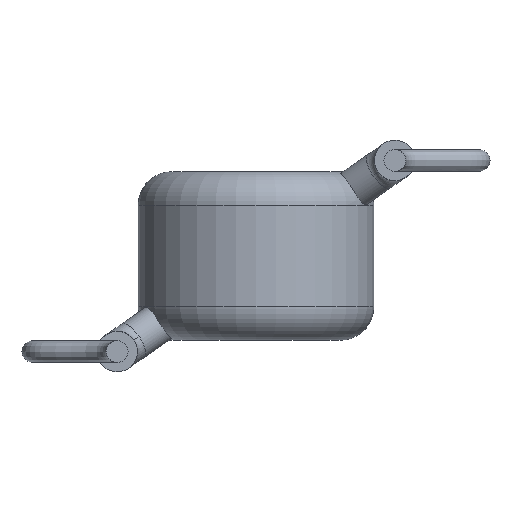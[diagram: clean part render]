
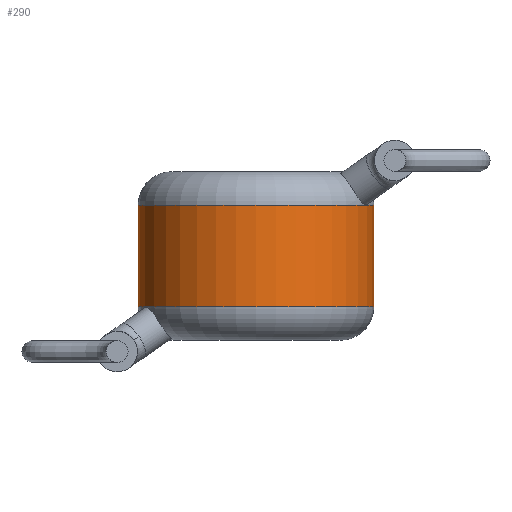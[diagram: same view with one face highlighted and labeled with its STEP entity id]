
A CAD part, front view. The second image highlights one B-rep face of the part: STEP entity #290.
In plain terms, the highlighted cylindrical face has radius 3.5 mm (diameter 7 mm), a partial arc.
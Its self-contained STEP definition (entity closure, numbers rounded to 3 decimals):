
#9 = ORIENTED_EDGE ( 'NONE', *, *, #3373, .F. ) ;
#35 = AXIS2_PLACEMENT_3D ( 'NONE', #3182, #1115, #2875 ) ;
#119 = VERTEX_POINT ( 'NONE', #207 ) ;
#207 = CARTESIAN_POINT ( 'NONE',  ( 3.5, 0., 4. ) ) ;
#290 = ADVANCED_FACE ( 'NONE', ( #4377 ), #4204, .T. ) ;
#338 = DIRECTION ( 'NONE',  ( 0., 0., 1. ) ) ;
#425 = ORIENTED_EDGE ( 'NONE', *, *, #1475, .T. ) ;
#430 = CARTESIAN_POINT ( 'NONE',  ( 3.5, 0., 5. ) ) ;
#457 = VECTOR ( 'NONE', #3135, 1000. ) ;
#604 = CARTESIAN_POINT ( 'NONE',  ( -3.5, 0., 5. ) ) ;
#1012 = CIRCLE ( 'NONE', #2135, 3.5 ) ;
#1019 = DIRECTION ( 'NONE',  ( 1., 0., 0. ) ) ;
#1059 = DIRECTION ( 'NONE',  ( 0., 0., -1. ) ) ;
#1115 = DIRECTION ( 'NONE',  ( 0., 0., -1. ) ) ;
#1426 = DIRECTION ( 'NONE',  ( -1., 0., 0. ) ) ;
#1475 = EDGE_CURVE ( 'NONE', #2143, #1715, #1012, .T. ) ;
#1715 = VERTEX_POINT ( 'NONE', #3092 ) ;
#1960 = DIRECTION ( 'NONE',  ( 0., 0., -1. ) ) ;
#2015 = CARTESIAN_POINT ( 'NONE',  ( -3.5, 0., 4. ) ) ;
#2135 = AXIS2_PLACEMENT_3D ( 'NONE', #2373, #338, #1019 ) ;
#2143 = VERTEX_POINT ( 'NONE', #2765 ) ;
#2149 = VERTEX_POINT ( 'NONE', #2015 ) ;
#2373 = CARTESIAN_POINT ( 'NONE',  ( 0., 0., 1. ) ) ;
#2521 = ORIENTED_EDGE ( 'NONE', *, *, #3124, .T. ) ;
#2765 = CARTESIAN_POINT ( 'NONE',  ( -3.5, 0., 1. ) ) ;
#2875 = DIRECTION ( 'NONE',  ( 1., 0., 0. ) ) ;
#2979 = AXIS2_PLACEMENT_3D ( 'NONE', #3482, #1059, #1426 ) ;
#3092 = CARTESIAN_POINT ( 'NONE',  ( 3.5, 0., 1. ) ) ;
#3124 = EDGE_CURVE ( 'NONE', #2149, #2143, #3970, .T. ) ;
#3135 = DIRECTION ( 'NONE',  ( 0., 0., -1. ) ) ;
#3142 = VECTOR ( 'NONE', #1960, 1000. ) ;
#3182 = CARTESIAN_POINT ( 'NONE',  ( 0., 0., 4. ) ) ;
#3373 = EDGE_CURVE ( 'NONE', #119, #1715, #3870, .T. ) ;
#3482 = CARTESIAN_POINT ( 'NONE',  ( 0., 0., 5. ) ) ;
#3521 = ORIENTED_EDGE ( 'NONE', *, *, #4432, .T. ) ;
#3870 = LINE ( 'NONE', #430, #457 ) ;
#3970 = LINE ( 'NONE', #604, #3142 ) ;
#3995 = CIRCLE ( 'NONE', #35, 3.5 ) ;
#4204 = CYLINDRICAL_SURFACE ( 'NONE', #2979, 3.5 ) ;
#4369 = EDGE_LOOP ( 'NONE', ( #9, #3521, #2521, #425 ) ) ;
#4377 = FACE_OUTER_BOUND ( 'NONE', #4369, .T. ) ;
#4432 = EDGE_CURVE ( 'NONE', #119, #2149, #3995, .T. ) ;
